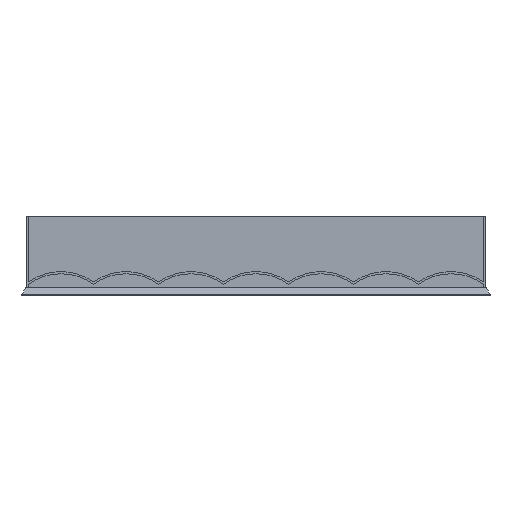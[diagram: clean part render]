
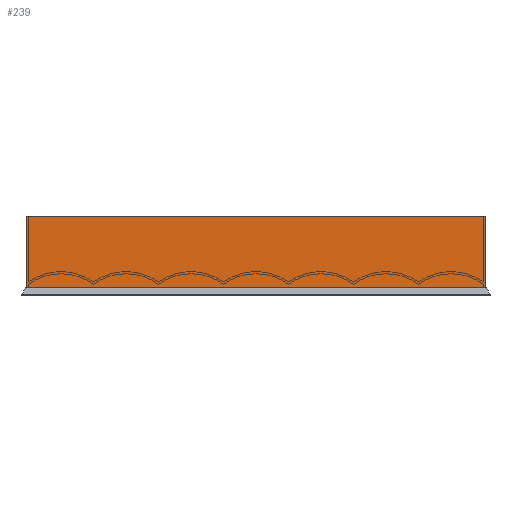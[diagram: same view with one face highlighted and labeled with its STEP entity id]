
A CAD part, left-side view. The second image highlights one B-rep face of the part: STEP entity #239.
In plain terms, the highlighted planar face has unit normal (-1, 0, 0).
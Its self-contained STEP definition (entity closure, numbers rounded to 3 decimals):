
#174 = VECTOR ( 'NONE', #1736, 1000. ) ;
#223 = LINE ( 'NONE', #966, #905 ) ;
#239 = ADVANCED_FACE ( 'NONE', ( #2438 ), #1796, .T. ) ;
#265 = VERTEX_POINT ( 'NONE', #1053 ) ;
#281 = EDGE_LOOP ( 'NONE', ( #1610, #1564, #576, #1516 ) ) ;
#391 = VERTEX_POINT ( 'NONE', #1681 ) ;
#406 = DIRECTION ( 'NONE',  ( 0., -1., 0. ) ) ;
#451 = DIRECTION ( 'NONE',  ( 0., 0., -1. ) ) ;
#576 = ORIENTED_EDGE ( 'NONE', *, *, #1486, .F. ) ;
#623 = LINE ( 'NONE', #1522, #174 ) ;
#641 = LINE ( 'NONE', #1135, #1529 ) ;
#804 = DIRECTION ( 'NONE',  ( -1., 0., 0. ) ) ;
#905 = VECTOR ( 'NONE', #1716, 1000. ) ;
#966 = CARTESIAN_POINT ( 'NONE',  ( -338.5, -213.5, 73. ) ) ;
#1037 = DIRECTION ( 'NONE',  ( 0., 0., -1. ) ) ;
#1053 = CARTESIAN_POINT ( 'NONE',  ( -338.5, 213.5, 73. ) ) ;
#1135 = CARTESIAN_POINT ( 'NONE',  ( -338.5, -213.5, 7. ) ) ;
#1152 = CARTESIAN_POINT ( 'NONE',  ( -338.5, -213.5, 73. ) ) ;
#1418 = CARTESIAN_POINT ( 'NONE',  ( -338.5, -213.5, 7. ) ) ;
#1442 = EDGE_CURVE ( 'NONE', #391, #1822, #641, .T. ) ;
#1486 = EDGE_CURVE ( 'NONE', #2385, #1822, #223, .T. ) ;
#1516 = ORIENTED_EDGE ( 'NONE', *, *, #2411, .T. ) ;
#1522 = CARTESIAN_POINT ( 'NONE',  ( -338.5, -213.5, 73. ) ) ;
#1529 = VECTOR ( 'NONE', #406, 1000. ) ;
#1564 = ORIENTED_EDGE ( 'NONE', *, *, #1442, .T. ) ;
#1610 = ORIENTED_EDGE ( 'NONE', *, *, #1836, .T. ) ;
#1681 = CARTESIAN_POINT ( 'NONE',  ( -338.5, 213.5, 7. ) ) ;
#1716 = DIRECTION ( 'NONE',  ( 0., 0., -1. ) ) ;
#1736 = DIRECTION ( 'NONE',  ( 0., 1., 0. ) ) ;
#1796 = PLANE ( 'NONE',  #1888 ) ;
#1822 = VERTEX_POINT ( 'NONE', #1418 ) ;
#1836 = EDGE_CURVE ( 'NONE', #265, #391, #2051, .T. ) ;
#1888 = AXIS2_PLACEMENT_3D ( 'NONE', #1957, #804, #451 ) ;
#1957 = CARTESIAN_POINT ( 'NONE',  ( -338.5, -213.5, 73. ) ) ;
#1988 = CARTESIAN_POINT ( 'NONE',  ( -338.5, 213.5, 73. ) ) ;
#2051 = LINE ( 'NONE', #1988, #2124 ) ;
#2124 = VECTOR ( 'NONE', #1037, 1000. ) ;
#2385 = VERTEX_POINT ( 'NONE', #1152 ) ;
#2411 = EDGE_CURVE ( 'NONE', #2385, #265, #623, .T. ) ;
#2438 = FACE_OUTER_BOUND ( 'NONE', #281, .T. ) ;
